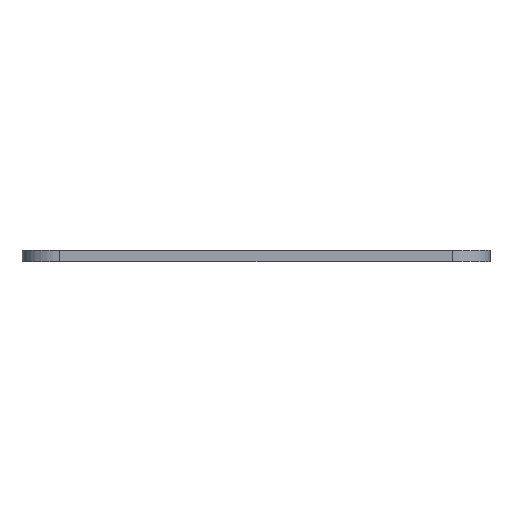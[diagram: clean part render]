
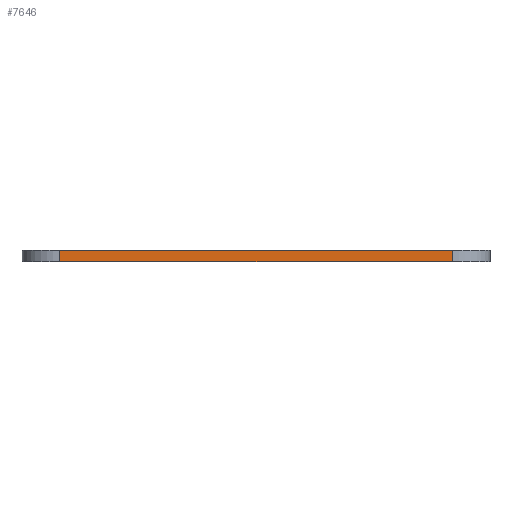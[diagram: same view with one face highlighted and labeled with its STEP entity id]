
A CAD part, left-side view. The second image highlights one B-rep face of the part: STEP entity #7646.
In plain terms, the highlighted planar face has unit normal (-1, 0, 0).
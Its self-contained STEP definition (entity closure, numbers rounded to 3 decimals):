
#1082=FACE_OUTER_BOUND('',#1531,.T.);
#1531=EDGE_LOOP('',(#6743,#6744,#6745,#6746));
#2158=LINE('',#14352,#2836);
#2188=LINE('',#14489,#2866);
#2189=LINE('',#14492,#2867);
#2190=LINE('',#14493,#2868);
#2836=VECTOR('',#8868,10.);
#2866=VECTOR('',#8984,10.);
#2867=VECTOR('',#8987,10.);
#2868=VECTOR('',#8988,10.);
#3580=VERTEX_POINT('',#14322);
#3594=VERTEX_POINT('',#14350);
#3657=VERTEX_POINT('',#14485);
#3659=VERTEX_POINT('',#14491);
#4650=EDGE_CURVE('',#3594,#3580,#2158,.T.);
#4715=EDGE_CURVE('',#3580,#3657,#2188,.T.);
#4716=EDGE_CURVE('',#3659,#3594,#2189,.T.);
#4717=EDGE_CURVE('',#3657,#3659,#2190,.T.);
#6743=ORIENTED_EDGE('',*,*,#4715,.F.);
#6744=ORIENTED_EDGE('',*,*,#4650,.F.);
#6745=ORIENTED_EDGE('',*,*,#4716,.F.);
#6746=ORIENTED_EDGE('',*,*,#4717,.F.);
#7279=PLANE('',#7925);
#7646=ADVANCED_FACE('',(#1082),#7279,.T.);
#7925=AXIS2_PLACEMENT_3D('',#14490,#8985,#8986);
#8868=DIRECTION('',(0.,1.,0.));
#8984=DIRECTION('',(0.,0.,1.));
#8985=DIRECTION('center_axis',(-1.,0.,0.));
#8986=DIRECTION('ref_axis',(0.,-1.,0.));
#8987=DIRECTION('',(0.,0.,-1.));
#8988=DIRECTION('',(0.,-1.,0.));
#14322=CARTESIAN_POINT('',(-34.482,29.534,15.));
#14350=CARTESIAN_POINT('',(-34.482,-22.466,15.));
#14352=CARTESIAN_POINT('',(-34.482,-27.466,15.));
#14485=CARTESIAN_POINT('',(-34.482,29.534,16.5));
#14489=CARTESIAN_POINT('',(-34.482,29.534,15.));
#14490=CARTESIAN_POINT('Origin',(-34.482,34.534,15.));
#14491=CARTESIAN_POINT('',(-34.482,-22.466,16.5));
#14492=CARTESIAN_POINT('',(-34.482,-22.466,15.));
#14493=CARTESIAN_POINT('',(-34.482,-27.466,16.5));
